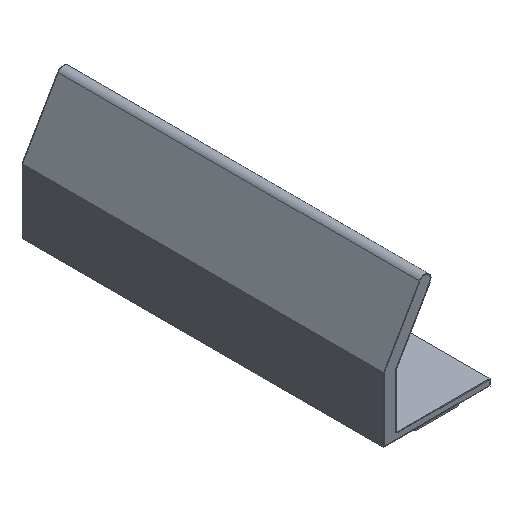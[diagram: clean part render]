
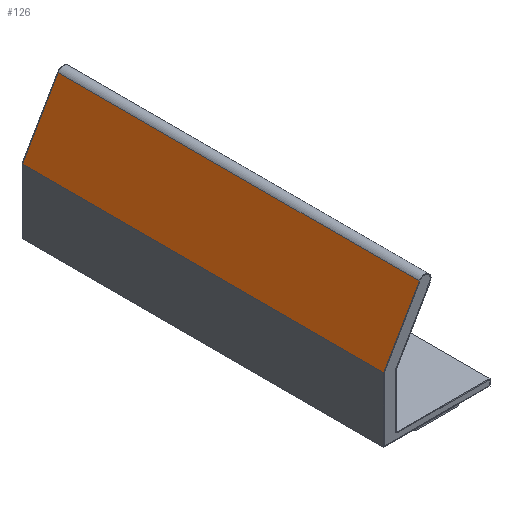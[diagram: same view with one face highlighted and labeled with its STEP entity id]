
A CAD part, isometric view. The second image highlights one B-rep face of the part: STEP entity #126.
In plain terms, the highlighted planar face has unit normal (-0.866, 0, 0.5).
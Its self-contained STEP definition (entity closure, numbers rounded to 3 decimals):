
#126 = ADVANCED_FACE( '', ( #251 ), #252, .T. );
#251 = FACE_OUTER_BOUND( '', #369, .T. );
#252 = PLANE( '', #370 );
#369 = EDGE_LOOP( '', ( #685, #686, #687, #688 ) );
#370 = AXIS2_PLACEMENT_3D( '', #689, #690, #691 );
#685 = ORIENTED_EDGE( '', *, *, #758, .F. );
#686 = ORIENTED_EDGE( '', *, *, #787, .F. );
#687 = ORIENTED_EDGE( '', *, *, #737, .T. );
#688 = ORIENTED_EDGE( '', *, *, #825, .T. );
#689 = CARTESIAN_POINT( '', ( -7.35, -25., 8.5 ) );
#690 = DIRECTION( '', ( -0.866, 0., 0.5 ) );
#691 = DIRECTION( '', ( 0.5, 0., 0.866 ) );
#737 = EDGE_CURVE( '', #891, #889, #892, .T. );
#758 = EDGE_CURVE( '', #929, #931, #932, .T. );
#787 = EDGE_CURVE( '', #891, #929, #971, .T. );
#825 = EDGE_CURVE( '', #889, #931, #1016, .T. );
#889 = VERTEX_POINT( '', #1100 );
#891 = VERTEX_POINT( '', #1102 );
#892 = LINE( '', #1103, #1104 );
#929 = VERTEX_POINT( '', #1156 );
#931 = VERTEX_POINT( '', #1159 );
#932 = LINE( '', #1160, #1161 );
#971 = LINE( '', #1219, #1220 );
#1016 = LINE( '', #1284, #1285 );
#1100 = CARTESIAN_POINT( '', ( -2.435, -25., 17.012 ) );
#1102 = CARTESIAN_POINT( '', ( -7.35, -25., 8.5 ) );
#1103 = CARTESIAN_POINT( '', ( -7.35, -25., 8.5 ) );
#1104 = VECTOR( '', #1338, 1000. );
#1156 = CARTESIAN_POINT( '', ( -7.35, 25., 8.5 ) );
#1159 = CARTESIAN_POINT( '', ( -2.435, 25., 17.012 ) );
#1160 = CARTESIAN_POINT( '', ( -7.35, 25., 8.5 ) );
#1161 = VECTOR( '', #1361, 1000. );
#1219 = CARTESIAN_POINT( '', ( -7.35, -25., 8.5 ) );
#1220 = VECTOR( '', #1387, 1000. );
#1284 = CARTESIAN_POINT( '', ( -2.435, -25., 17.012 ) );
#1285 = VECTOR( '', #1413, 1000. );
#1338 = DIRECTION( '', ( 0.5, 0., 0.866 ) );
#1361 = DIRECTION( '', ( 0.5, 0., 0.866 ) );
#1387 = DIRECTION( '', ( 0., 1., 0. ) );
#1413 = DIRECTION( '', ( 0., 1., 0. ) );
